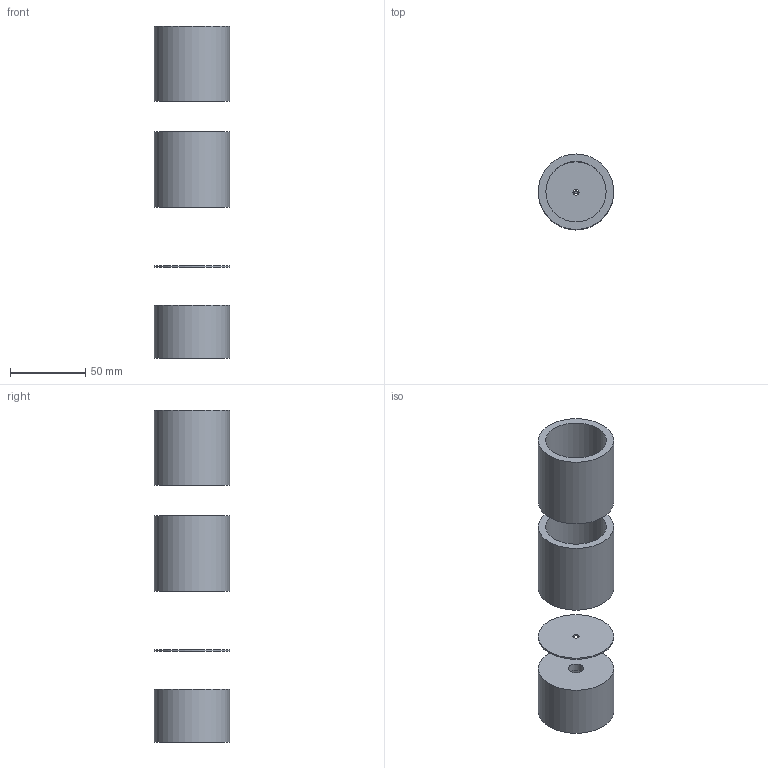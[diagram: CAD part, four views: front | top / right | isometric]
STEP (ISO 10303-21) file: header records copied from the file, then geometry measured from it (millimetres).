
FILE_DESCRIPTION(('FreeCAD Model'),'2;1');
FILE_NAME('Open CASCADE Shape Model','2025-05-17T15:59:08',('Author'),( ''),'Open CASCADE STEP processor 7.8','FreeCAD','Unknown');
FILE_SCHEMA(('AUTOMOTIVE_DESIGN { 1 0 10303 214 1 1 1 1 }'));
Length unit declared in the file: millimetre
Products named in the file (7): Open CASCADE STEP translator 7.7 1; Open CASCADE STEP translator 7.7 1.1; Open CASCADE STEP translator 7.7 1.1.1; Open CASCADE STEP translator 7.7 1.1.2; Open CASCADE STEP translator 7.7 1.1.3; Open CASCADE STEP translator 7.7 1.1.4; Open CASCADE STEP translator 7.7 1.1.5
Assembly tree (6 placements, depth 3):
  Open CASCADE STEP translator 7.7 1
    Open CASCADE STEP translator 7.7 1.1
      Open CASCADE STEP translator 7.7 1.1.1
      Open CASCADE STEP translator 7.7 1.1.2
      Open CASCADE STEP translator 7.7 1.1.3
      Open CASCADE STEP translator 7.7 1.1.4
      Open CASCADE STEP translator 7.7 1.1.5
Bounding box: 50 x 50 x 220 mm (x, y, z)
Volume: 103270.4 mm3; surface area: 48380.5 mm2
Topology: 5 solids, 5 shells, 21 faces, 30 edges, 20 vertices
Faces by surface type: plane 11, cylinder 10
Full cylindrical faces by diameter (mm): 2 x1, 4 x1, 10 x1, 40 x3, 50 x4
Entity records: 642 total; most frequent: DIRECTION 106, CARTESIAN_POINT 78, ORIENTED_EDGE 60, AXIS2_PLACEMENT_3D 48, FACE_BOUND 30, EDGE_LOOP 30, EDGE_CURVE 30, ADVANCED_FACE 21
